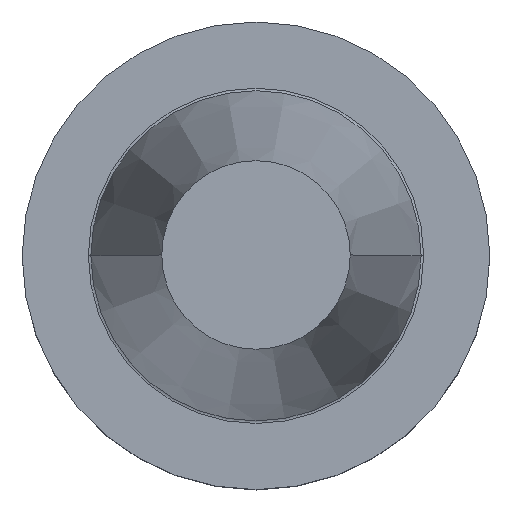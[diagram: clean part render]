
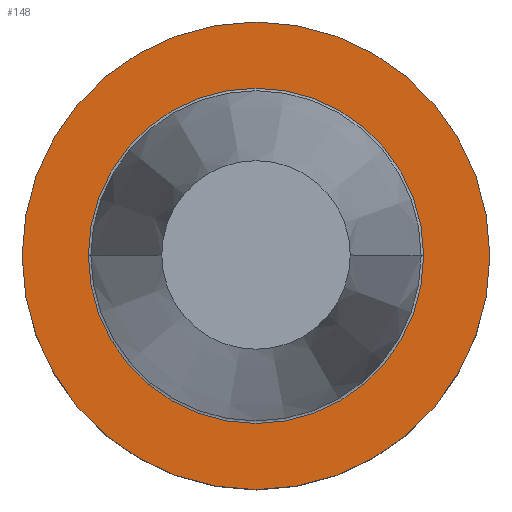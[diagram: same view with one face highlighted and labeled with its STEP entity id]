
A CAD part, top view. The second image highlights one B-rep face of the part: STEP entity #148.
In plain terms, the highlighted planar face has unit normal (0, 0, 1).
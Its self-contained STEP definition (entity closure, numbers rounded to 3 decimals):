
#77=PLANE('',#1098);
#104=FACE_BOUND('',#283,.T.);
#105=FACE_BOUND('',#284,.T.);
#148=ADVANCED_FACE('',(#104,#105),#77,.F.);
#283=EDGE_LOOP('',(#452,#453));
#284=EDGE_LOOP('',(#454));
#336=CIRCLE('',#1054,22.563);
#338=CIRCLE('',#1057,22.563);
#354=CIRCLE('',#1082,31.475);
#452=ORIENTED_EDGE('',*,*,#774,.T.);
#453=ORIENTED_EDGE('',*,*,#772,.T.);
#454=ORIENTED_EDGE('',*,*,#802,.F.);
#676=VERTEX_POINT('',#1467);
#679=VERTEX_POINT('',#1472);
#699=VERTEX_POINT('',#1533);
#772=EDGE_CURVE('',#676,#679,#336,.T.);
#774=EDGE_CURVE('',#679,#676,#338,.T.);
#802=EDGE_CURVE('',#699,#699,#354,.T.);
#1054=AXIS2_PLACEMENT_3D('',#1473,#1187,#1188);
#1057=AXIS2_PLACEMENT_3D('',#1476,#1193,#1194);
#1082=AXIS2_PLACEMENT_3D('',#1532,#1255,#1256);
#1098=AXIS2_PLACEMENT_3D('',#1555,#1288,#1289);
#1187=DIRECTION('',(0.,0.,-1.));
#1188=DIRECTION('',(-1.,0.,0.));
#1193=DIRECTION('',(0.,0.,-1.));
#1194=DIRECTION('',(-1.,0.,0.));
#1255=DIRECTION('',(0.,0.,-1.));
#1256=DIRECTION('',(-1.,0.,0.));
#1288=DIRECTION('',(0.,0.,-1.));
#1289=DIRECTION('',(1.,0.,0.));
#1467=CARTESIAN_POINT('',(-22.563,0.,-2.));
#1472=CARTESIAN_POINT('',(22.563,0.,-2.));
#1473=CARTESIAN_POINT('',(0.,0.,-2.));
#1476=CARTESIAN_POINT('',(0.,0.,-2.));
#1532=CARTESIAN_POINT('',(0.,0.,-2.));
#1533=CARTESIAN_POINT('',(-31.475,0.,-2.));
#1555=CARTESIAN_POINT('',(0.,31.475,-2.));
